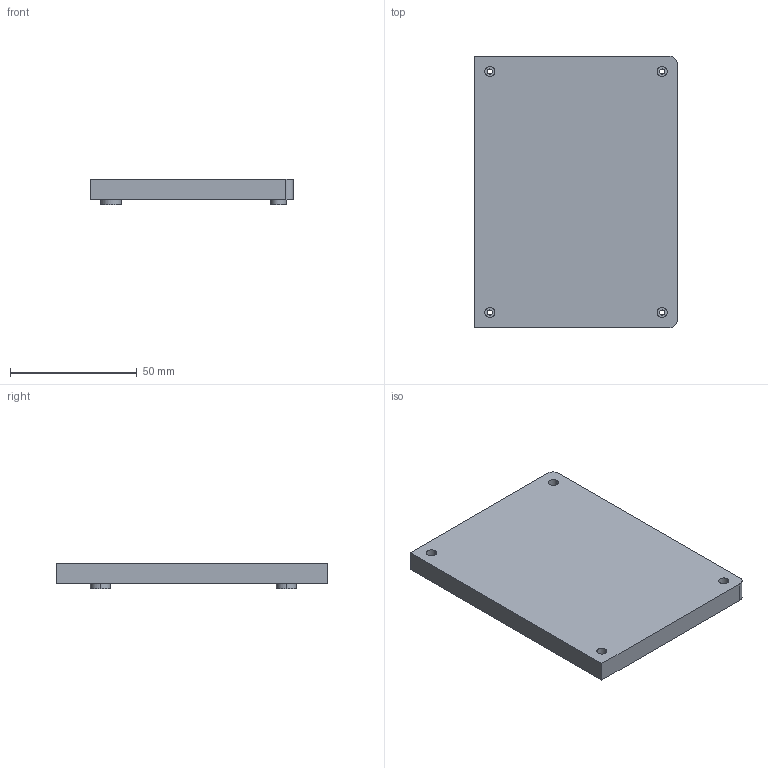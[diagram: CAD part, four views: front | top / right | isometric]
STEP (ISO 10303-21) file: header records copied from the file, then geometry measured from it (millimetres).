
FILE_DESCRIPTION (( 'STEP AP214' ), '1' );
FILE_NAME ('key btm.STEP', '2024-09-23T19:19:07', ( '' ), ( '' ), 'SwSTEP 2.0', 'SolidWorks 2020', '' );
FILE_SCHEMA (( 'AUTOMOTIVE_DESIGN' ));
Length unit declared in the file: millimetre
Products named in the file (1): key btm
Bounding box: 80 x 107.15 x 10 mm (x, y, z)
Volume: 22527 mm3; surface area: 23633.9 mm2
Topology: 1 solids, 1 shells, 114 faces, 289 edges, 186 vertices
Faces by surface type: plane 50, cylinder 46, torus 16, cone 2
Entity records: 3707 total; most frequent: CARTESIAN_POINT 838, DIRECTION 625, ORIENTED_EDGE 578, EDGE_CURVE 289, AXIS2_PLACEMENT_3D 249, VERTEX_POINT 186, CIRCLE 134, EDGE_LOOP 131
